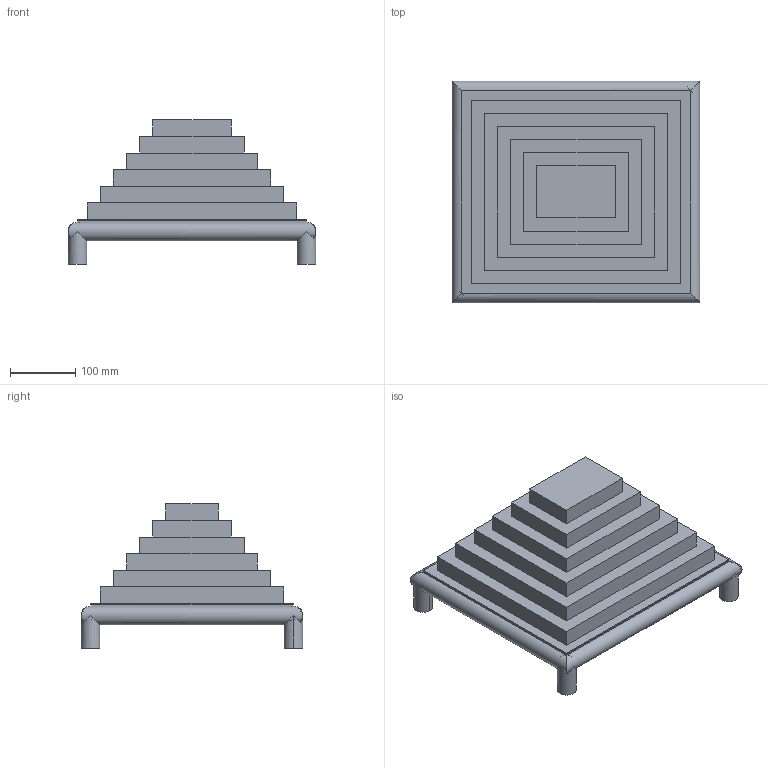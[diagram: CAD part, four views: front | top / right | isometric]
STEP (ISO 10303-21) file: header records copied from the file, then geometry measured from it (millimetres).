
FILE_DESCRIPTION (( 'STEP AP203' ), '1' );
FILE_NAME ('FOAM IA.STEP', '2022-03-14T11:01:32', ( '' ), ( '' ), 'SwSTEP 2.0', 'SolidWorks 2016', '' );
FILE_SCHEMA (( 'CONFIG_CONTROL_DESIGN' ));
Length unit declared in the file: millimetre
Products named in the file (10): FOAM 2; Alum sheet after AIP; FOAM 3; FOAM 1; FOAM IA; FOAM -2; FOAM 4; AIP Alum sheet; FOAM -1; bulkhead piece_Default<As Machined>
Assembly tree (9 placements, depth 2):
  FOAM IA
    bulkhead piece_Default<As Machined>
    AIP Alum sheet
    Alum sheet after AIP
    FOAM 1
    FOAM 2
    FOAM 3
    FOAM 4
    FOAM -2
    FOAM -1
Bounding box: 378.6 x 338.6 x 220.7 mm (x, y, z)
Volume: 7443708.6 mm3; surface area: 1425743 mm2
Topology: 17 solids, 17 shells, 126 faces, 290 edges, 194 vertices
Faces by surface type: cylinder 64, plane 62
Entity records: 5098 total; most frequent: CARTESIAN_POINT 1281, ORIENTED_EDGE 580, DIRECTION 540, EDGE_CURVE 290, AXIS2_PLACEMENT_3D 194, VERTEX_POINT 194, EDGE_LOOP 156, LINE 152
